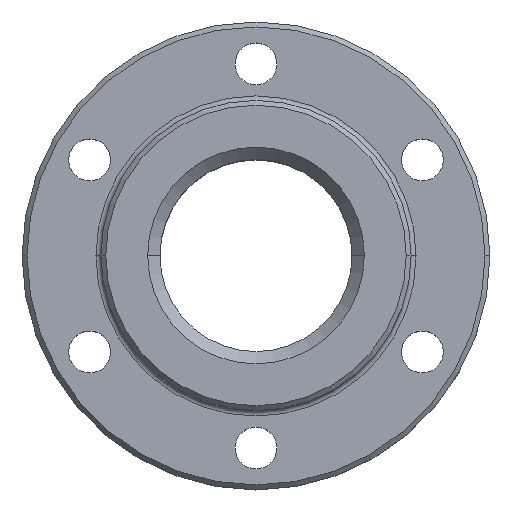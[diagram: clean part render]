
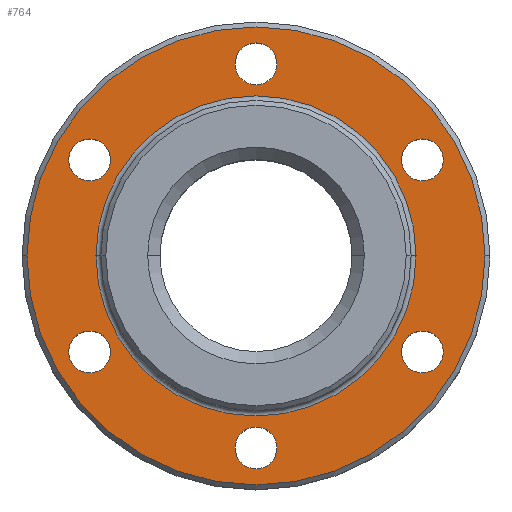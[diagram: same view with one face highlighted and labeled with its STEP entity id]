
A CAD part, top view. The second image highlights one B-rep face of the part: STEP entity #764.
In plain terms, the highlighted planar face has unit normal (0, 0, 1).
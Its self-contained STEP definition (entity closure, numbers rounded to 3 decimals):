
#1 = FACE_BOUND ( 'NONE', #721, .T. ) ;
#7 = CIRCLE ( 'NONE', #649, 4.25 ) ;
#17 = CARTESIAN_POINT ( 'NONE',  ( 4.25, 39., 16. ) ) ;
#22 = AXIS2_PLACEMENT_3D ( 'NONE', #585, #994, #600 ) ;
#24 = AXIS2_PLACEMENT_3D ( 'NONE', #466, #937, #706 ) ;
#25 = EDGE_CURVE ( 'NONE', #983, #421, #86, .T. ) ;
#36 = VERTEX_POINT ( 'NONE', #371 ) ;
#37 = DIRECTION ( 'NONE',  ( 1., 0., 0. ) ) ;
#38 = CIRCLE ( 'NONE', #879, 4.25 ) ;
#41 = ORIENTED_EDGE ( 'NONE', *, *, #25, .F. ) ;
#47 = DIRECTION ( 'NONE',  ( 1., 0., 0. ) ) ;
#49 = ORIENTED_EDGE ( 'NONE', *, *, #245, .F. ) ;
#58 = CIRCLE ( 'NONE', #776, 46.5 ) ;
#60 = DIRECTION ( 'NONE',  ( 0., 0., 1. ) ) ;
#67 = PLANE ( 'NONE',  #1015 ) ;
#70 = CIRCLE ( 'NONE', #599, 4.25 ) ;
#75 = ORIENTED_EDGE ( 'NONE', *, *, #592, .F. ) ;
#86 = CIRCLE ( 'NONE', #282, 4.25 ) ;
#87 = CARTESIAN_POINT ( 'NONE',  ( -29.525, -19.5, 16. ) ) ;
#94 = VERTEX_POINT ( 'NONE', #779 ) ;
#97 = ORIENTED_EDGE ( 'NONE', *, *, #327, .T. ) ;
#98 = CARTESIAN_POINT ( 'NONE',  ( -33.775, 19.5, 16. ) ) ;
#100 = CIRCLE ( 'NONE', #582, 4.25 ) ;
#104 = EDGE_LOOP ( 'NONE', ( #153, #330 ) ) ;
#107 = DIRECTION ( 'NONE',  ( 0., 0., 1. ) ) ;
#111 = CARTESIAN_POINT ( 'NONE',  ( -46.5, 0., 16. ) ) ;
#120 = CIRCLE ( 'NONE', #701, 46.5 ) ;
#122 = CARTESIAN_POINT ( 'NONE',  ( 0., 39., 16. ) ) ;
#128 = EDGE_CURVE ( 'NONE', #628, #289, #58, .T. ) ;
#132 = CARTESIAN_POINT ( 'NONE',  ( -4.25, -39., 16. ) ) ;
#133 = CARTESIAN_POINT ( 'NONE',  ( -38.025, -19.5, 16. ) ) ;
#142 = DIRECTION ( 'NONE',  ( 0., 0., 1. ) ) ;
#145 = DIRECTION ( 'NONE',  ( 0., 0., -1. ) ) ;
#148 = DIRECTION ( 'NONE',  ( 1., 0., 0. ) ) ;
#153 = ORIENTED_EDGE ( 'NONE', *, *, #185, .F. ) ;
#161 = DIRECTION ( 'NONE',  ( 1., 0., 0. ) ) ;
#163 = CARTESIAN_POINT ( 'NONE',  ( 32.5, 0., 16. ) ) ;
#168 = CIRCLE ( 'NONE', #982, 4.25 ) ;
#169 = CARTESIAN_POINT ( 'NONE',  ( 46.5, 0., 16. ) ) ;
#178 = VERTEX_POINT ( 'NONE', #385 ) ;
#185 = EDGE_CURVE ( 'NONE', #262, #178, #7, .T. ) ;
#189 = EDGE_LOOP ( 'NONE', ( #891, #97 ) ) ;
#208 = CARTESIAN_POINT ( 'NONE',  ( -33.775, -19.5, 16. ) ) ;
#215 = FACE_BOUND ( 'NONE', #425, .T. ) ;
#218 = AXIS2_PLACEMENT_3D ( 'NONE', #122, #505, #277 ) ;
#225 = EDGE_CURVE ( 'NONE', #927, #326, #912, .T. ) ;
#233 = CIRCLE ( 'NONE', #816, 4.25 ) ;
#245 = EDGE_CURVE ( 'NONE', #36, #94, #168, .T. ) ;
#253 = DIRECTION ( 'NONE',  ( 0., 0., 1. ) ) ;
#257 = VERTEX_POINT ( 'NONE', #420 ) ;
#262 = VERTEX_POINT ( 'NONE', #17 ) ;
#271 = DIRECTION ( 'NONE',  ( 1., 0., 0. ) ) ;
#277 = DIRECTION ( 'NONE',  ( 1., 0., 0. ) ) ;
#278 = CIRCLE ( 'NONE', #22, 4.25 ) ;
#282 = AXIS2_PLACEMENT_3D ( 'NONE', #986, #526, #271 ) ;
#286 = DIRECTION ( 'NONE',  ( 0., 0., 1. ) ) ;
#289 = VERTEX_POINT ( 'NONE', #169 ) ;
#296 = VERTEX_POINT ( 'NONE', #337 ) ;
#305 = FACE_BOUND ( 'NONE', #525, .T. ) ;
#313 = CIRCLE ( 'NONE', #500, 4.25 ) ;
#316 = DIRECTION ( 'NONE',  ( 0., 0., 1. ) ) ;
#326 = VERTEX_POINT ( 'NONE', #163 ) ;
#327 = EDGE_CURVE ( 'NONE', #289, #628, #120, .T. ) ;
#330 = ORIENTED_EDGE ( 'NONE', *, *, #642, .F. ) ;
#333 = DIRECTION ( 'NONE',  ( 0., 0., 1. ) ) ;
#337 = CARTESIAN_POINT ( 'NONE',  ( 29.525, -19.5, 16. ) ) ;
#341 = CARTESIAN_POINT ( 'NONE',  ( 33.775, -19.5, 16. ) ) ;
#345 = CIRCLE ( 'NONE', #929, 4.25 ) ;
#353 = VERTEX_POINT ( 'NONE', #133 ) ;
#366 = ORIENTED_EDGE ( 'NONE', *, *, #716, .F. ) ;
#369 = DIRECTION ( 'NONE',  ( 0., 0., 1. ) ) ;
#371 = CARTESIAN_POINT ( 'NONE',  ( 38.025, 19.5, 16. ) ) ;
#373 = CARTESIAN_POINT ( 'NONE',  ( 4.25, -39., 16. ) ) ;
#376 = DIRECTION ( 'NONE',  ( 1., 0., 0. ) ) ;
#381 = DIRECTION ( 'NONE',  ( 1., 0., 0. ) ) ;
#385 = CARTESIAN_POINT ( 'NONE',  ( -4.25, 39., 16. ) ) ;
#392 = DIRECTION ( 'NONE',  ( 1., 0., 0. ) ) ;
#420 = CARTESIAN_POINT ( 'NONE',  ( 38.025, -19.5, 16. ) ) ;
#421 = VERTEX_POINT ( 'NONE', #755 ) ;
#425 = EDGE_LOOP ( 'NONE', ( #41, #1023 ) ) ;
#430 = EDGE_LOOP ( 'NONE', ( #589, #575 ) ) ;
#465 = CIRCLE ( 'NONE', #551, 4.25 ) ;
#466 = CARTESIAN_POINT ( 'NONE',  ( 0., 0., 16. ) ) ;
#475 = EDGE_CURVE ( 'NONE', #547, #353, #313, .T. ) ;
#500 = AXIS2_PLACEMENT_3D ( 'NONE', #208, #369, #524 ) ;
#505 = DIRECTION ( 'NONE',  ( 0., 0., 1. ) ) ;
#524 = DIRECTION ( 'NONE',  ( 1., 0., 0. ) ) ;
#525 = EDGE_LOOP ( 'NONE', ( #49, #645 ) ) ;
#526 = DIRECTION ( 'NONE',  ( 0., 0., 1. ) ) ;
#536 = ORIENTED_EDGE ( 'NONE', *, *, #970, .F. ) ;
#544 = CIRCLE ( 'NONE', #854, 32.5 ) ;
#545 = CARTESIAN_POINT ( 'NONE',  ( 0., 39., 16. ) ) ;
#547 = VERTEX_POINT ( 'NONE', #87 ) ;
#551 = AXIS2_PLACEMENT_3D ( 'NONE', #1001, #107, #37 ) ;
#561 = DIRECTION ( 'NONE',  ( 1., 0., 0. ) ) ;
#569 = DIRECTION ( 'NONE',  ( 1., 0., 0. ) ) ;
#575 = ORIENTED_EDGE ( 'NONE', *, *, #225, .T. ) ;
#582 = AXIS2_PLACEMENT_3D ( 'NONE', #98, #253, #161 ) ;
#585 = CARTESIAN_POINT ( 'NONE',  ( 0., -39., 16. ) ) ;
#589 = ORIENTED_EDGE ( 'NONE', *, *, #1025, .T. ) ;
#592 = EDGE_CURVE ( 'NONE', #257, #296, #38, .T. ) ;
#599 = AXIS2_PLACEMENT_3D ( 'NONE', #672, #286, #47 ) ;
#600 = DIRECTION ( 'NONE',  ( 1., 0., 0. ) ) ;
#628 = VERTEX_POINT ( 'NONE', #111 ) ;
#630 = CARTESIAN_POINT ( 'NONE',  ( -29.525, 19.5, 16. ) ) ;
#638 = CARTESIAN_POINT ( 'NONE',  ( 0., 0., 16. ) ) ;
#642 = EDGE_CURVE ( 'NONE', #178, #262, #893, .T. ) ;
#645 = ORIENTED_EDGE ( 'NONE', *, *, #732, .F. ) ;
#649 = AXIS2_PLACEMENT_3D ( 'NONE', #545, #1020, #148 ) ;
#667 = DIRECTION ( 'NONE',  ( 0., 0., 1. ) ) ;
#672 = CARTESIAN_POINT ( 'NONE',  ( 33.775, -19.5, 16. ) ) ;
#680 = EDGE_CURVE ( 'NONE', #833, #800, #465, .T. ) ;
#683 = EDGE_LOOP ( 'NONE', ( #366, #810 ) ) ;
#689 = EDGE_CURVE ( 'NONE', #296, #257, #70, .T. ) ;
#701 = AXIS2_PLACEMENT_3D ( 'NONE', #894, #333, #955 ) ;
#706 = DIRECTION ( 'NONE',  ( 1., 0., 0. ) ) ;
#710 = CARTESIAN_POINT ( 'NONE',  ( -32.5, 0., 16. ) ) ;
#715 = CARTESIAN_POINT ( 'NONE',  ( -33.775, -19.5, 16. ) ) ;
#716 = EDGE_CURVE ( 'NONE', #800, #833, #278, .T. ) ;
#720 = DIRECTION ( 'NONE',  ( 0., 0., 1. ) ) ;
#721 = EDGE_LOOP ( 'NONE', ( #966, #536 ) ) ;
#732 = EDGE_CURVE ( 'NONE', #94, #36, #345, .T. ) ;
#755 = CARTESIAN_POINT ( 'NONE',  ( -38.025, 19.5, 16. ) ) ;
#764 = ADVANCED_FACE ( 'NONE', ( #857, #765, #770, #1, #215, #841, #305, #780 ), #67, .T. ) ;
#765 = FACE_OUTER_BOUND ( 'NONE', #189, .T. ) ;
#770 = FACE_BOUND ( 'NONE', #683, .T. ) ;
#776 = AXIS2_PLACEMENT_3D ( 'NONE', #1014, #142, #928 ) ;
#779 = CARTESIAN_POINT ( 'NONE',  ( 29.525, 19.5, 16. ) ) ;
#780 = FACE_BOUND ( 'NONE', #1019, .T. ) ;
#800 = VERTEX_POINT ( 'NONE', #373 ) ;
#810 = ORIENTED_EDGE ( 'NONE', *, *, #680, .F. ) ;
#816 = AXIS2_PLACEMENT_3D ( 'NONE', #715, #316, #561 ) ;
#833 = VERTEX_POINT ( 'NONE', #132 ) ;
#841 = FACE_BOUND ( 'NONE', #104, .T. ) ;
#854 = AXIS2_PLACEMENT_3D ( 'NONE', #638, #145, #381 ) ;
#857 = FACE_BOUND ( 'NONE', #430, .T. ) ;
#873 = EDGE_CURVE ( 'NONE', #421, #983, #100, .T. ) ;
#879 = AXIS2_PLACEMENT_3D ( 'NONE', #341, #667, #989 ) ;
#891 = ORIENTED_EDGE ( 'NONE', *, *, #128, .T. ) ;
#893 = CIRCLE ( 'NONE', #218, 4.25 ) ;
#894 = CARTESIAN_POINT ( 'NONE',  ( 0., 0., 16. ) ) ;
#900 = ORIENTED_EDGE ( 'NONE', *, *, #689, .F. ) ;
#912 = CIRCLE ( 'NONE', #24, 32.5 ) ;
#924 = DIRECTION ( 'NONE',  ( 0., 0., 1. ) ) ;
#927 = VERTEX_POINT ( 'NONE', #710 ) ;
#928 = DIRECTION ( 'NONE',  ( 1., 0., 0. ) ) ;
#929 = AXIS2_PLACEMENT_3D ( 'NONE', #938, #924, #392 ) ;
#935 = CARTESIAN_POINT ( 'NONE',  ( 0., 47.5, 16. ) ) ;
#937 = DIRECTION ( 'NONE',  ( 0., 0., -1. ) ) ;
#938 = CARTESIAN_POINT ( 'NONE',  ( 33.775, 19.5, 16. ) ) ;
#955 = DIRECTION ( 'NONE',  ( 1., 0., 0. ) ) ;
#962 = CARTESIAN_POINT ( 'NONE',  ( 33.775, 19.5, 16. ) ) ;
#966 = ORIENTED_EDGE ( 'NONE', *, *, #475, .F. ) ;
#970 = EDGE_CURVE ( 'NONE', #353, #547, #233, .T. ) ;
#982 = AXIS2_PLACEMENT_3D ( 'NONE', #962, #720, #569 ) ;
#983 = VERTEX_POINT ( 'NONE', #630 ) ;
#986 = CARTESIAN_POINT ( 'NONE',  ( -33.775, 19.5, 16. ) ) ;
#989 = DIRECTION ( 'NONE',  ( 1., 0., 0. ) ) ;
#994 = DIRECTION ( 'NONE',  ( 0., 0., 1. ) ) ;
#1001 = CARTESIAN_POINT ( 'NONE',  ( 0., -39., 16. ) ) ;
#1014 = CARTESIAN_POINT ( 'NONE',  ( 0., 0., 16. ) ) ;
#1015 = AXIS2_PLACEMENT_3D ( 'NONE', #935, #60, #376 ) ;
#1019 = EDGE_LOOP ( 'NONE', ( #75, #900 ) ) ;
#1020 = DIRECTION ( 'NONE',  ( 0., 0., 1. ) ) ;
#1023 = ORIENTED_EDGE ( 'NONE', *, *, #873, .F. ) ;
#1025 = EDGE_CURVE ( 'NONE', #326, #927, #544, .T. ) ;
